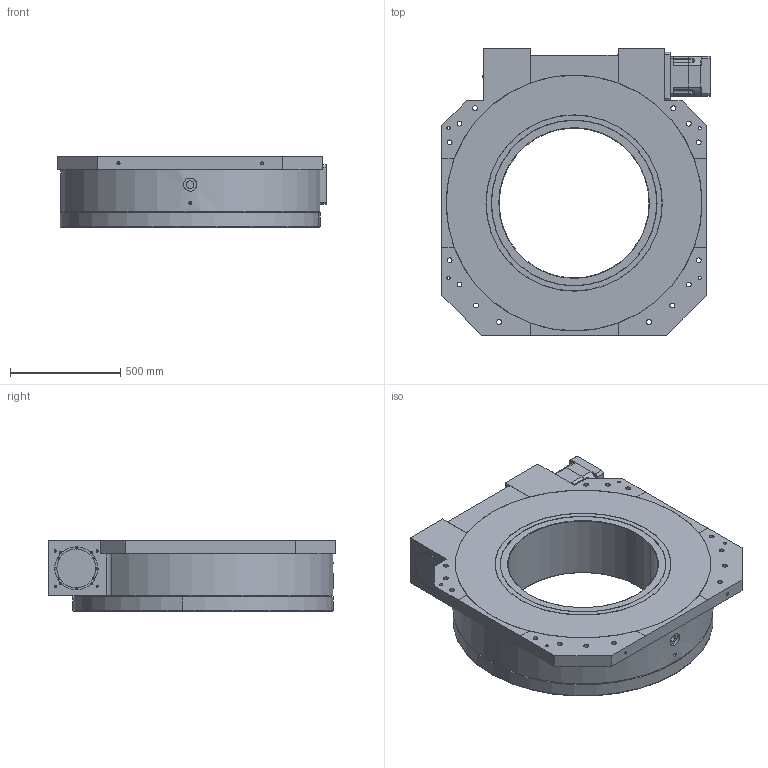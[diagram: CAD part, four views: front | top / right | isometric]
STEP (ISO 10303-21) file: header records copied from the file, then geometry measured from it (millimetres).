
FILE_DESCRIPTION (( 'STEP AP214' ), '1' );
FILE_NAME ('TDU-1180-575DR-90(42J12-114.3-200-M12-113)-TM180-L1-S2-P2-¦µ35J10-¦µ114.3-¦µ200-M12-85.STEP', '2024-11-07T02:23:52', ( '' ), ( '' ), 'SwSTEP 2.0', 'SolidWorks 2021', '' );
FILE_SCHEMA (( 'AUTOMOTIVE_DESIGN' ));
Length unit declared in the file: millimetre
Products named in the file (14): ______________ SCA SCAS[SCA-M12-L20]_蕼偞; TDU-1180-575DR-90(42J12-114.3-200-M12-113)-TM180-L1-S2-P2-朴35J10-朴114.3-朴200-M12-85; ZJ-LW1200-021-___________蕼偞; ____800-750-25_蕼偞; ______________ SCA SCAS[SCA-M16-L30]_蕼偞; ZJ-LWD1200-001AN_蕼偞; TM180-L1-S2-P2-朴35J10-朴114.3-朴200-M12-85_蕼偞; ZJ-LW1200-017_______蕼偞; ______________ SCA SCAS[SCA-M4-L12]_蕼偞; ZJ-LWD1200-002AN_蕼偞; GNT-W-D104xL80 ?42瑩12 塗隅聾撻240N.m_蕼偞; LWD1200-003_____蕼偞; LWD1200假蚾尨砩芞(2)_蕼偞; ZJ-LWD1200-006AN_蕼偞
Assembly tree (35 placements, depth 3):
  TDU-1180-575DR-90(42J12-114.3-200-M12-113)-TM180-L1-S2-P2-朴35J10-朴114.3-朴200-M12-85
    LWD1200假蚾尨砩芞(2)_蕼偞
      ZJ-LW1200-021-___________蕼偞
      ZJ-LWD1200-001AN_蕼偞
      ZJ-LWD1200-002AN_蕼偞
      ZJ-LWD1200-006AN_蕼偞
      ____800-750-25_蕼偞
      ZJ-LW1200-017_______蕼偞
      ______________ SCA SCAS[SCA-M12-L20]_蕼偞  x4
      ______________ SCA SCAS[SCA-M4-L12]_蕼偞
    ______________ SCA SCAS[SCA-M16-L30]_蕼偞  x20
    LWD1200-003_____蕼偞
    GNT-W-D104xL80 ?42瑩12 塗隅聾撻240N.m_蕼偞
    TM180-L1-S2-P2-朴35J10-朴114.3-朴200-M12-85_蕼偞
Bounding box: 1217 x 1300 x 320 mm (x, y, z)
Volume: 191947625.4 mm3; surface area: 9234794.8 mm2
Topology: 36 solids, 36 shells, 1589 faces, 3669 edges, 2203 vertices
Faces by surface type: plane 632, cylinder 609, cone 320, torus 28
Entity records: 33312 total; most frequent: DIRECTION 5552, CARTESIAN_POINT 5380, ORIENTED_EDGE 4658, EDGE_CURVE 2329, AXIS2_PLACEMENT_3D 2191, VERTEX_POINT 1499, EDGE_LOOP 1318, LINE 1170
